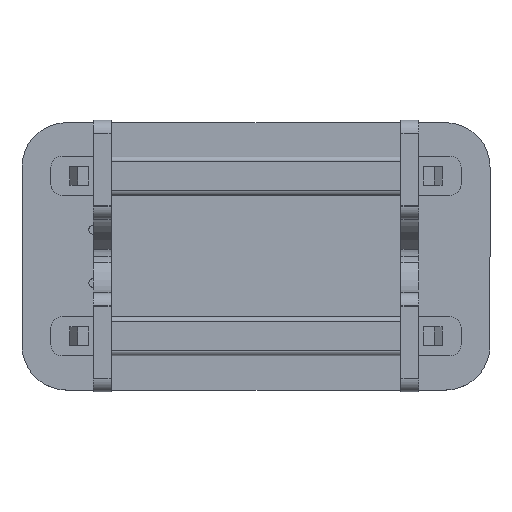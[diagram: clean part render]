
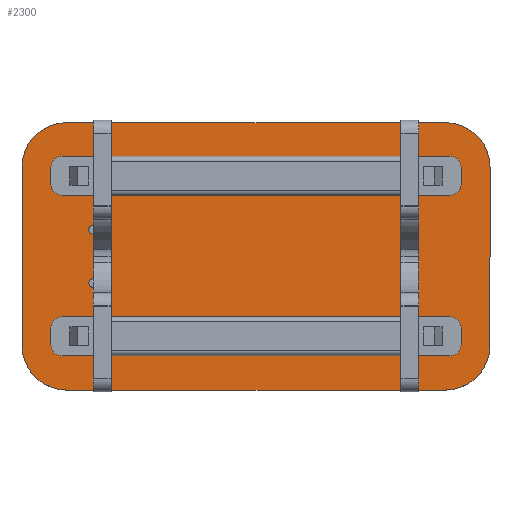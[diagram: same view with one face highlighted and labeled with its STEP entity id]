
A CAD part, top view. The second image highlights one B-rep face of the part: STEP entity #2300.
In plain terms, the highlighted planar face has unit normal (0, 0, 1).
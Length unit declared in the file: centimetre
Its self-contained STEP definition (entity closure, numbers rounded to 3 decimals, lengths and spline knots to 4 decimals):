
#195=FACE_BOUND('',#526,.T.);
#196=FACE_BOUND('',#527,.T.);
#197=FACE_BOUND('',#528,.T.);
#198=FACE_BOUND('',#529,.T.);
#199=FACE_BOUND('',#530,.T.);
#200=FACE_BOUND('',#531,.T.);
#201=FACE_BOUND('',#532,.T.);
#202=FACE_BOUND('',#533,.T.);
#262=PLANE('',#2519);
#383=FACE_OUTER_BOUND('',#525,.T.);
#525=EDGE_LOOP('',(#2093,#2094,#2095,#2096,#2097,#2098,#2099,#2100));
#526=EDGE_LOOP('',(#2101));
#527=EDGE_LOOP('',(#2102));
#528=EDGE_LOOP('',(#2103));
#529=EDGE_LOOP('',(#2104));
#530=EDGE_LOOP('',(#2105));
#531=EDGE_LOOP('',(#2106));
#532=EDGE_LOOP('',(#2107));
#533=EDGE_LOOP('',(#2108));
#731=LINE('',#4059,#929);
#735=LINE('',#4068,#933);
#738=LINE('',#4085,#936);
#739=LINE('',#4088,#937);
#929=VECTOR('',#3008,1.);
#933=VECTOR('',#3018,1.);
#936=VECTOR('',#3039,1.);
#937=VECTOR('',#3042,1.);
#992=CIRCLE('',#2510,4.);
#993=CIRCLE('',#2513,4.);
#995=CIRCLE('',#2518,0.4);
#996=CIRCLE('',#2520,4.);
#997=CIRCLE('',#2521,4.);
#998=CIRCLE('',#2522,0.4);
#999=CIRCLE('',#2523,0.4);
#1000=CIRCLE('',#2524,0.4);
#1001=CIRCLE('',#2525,0.4);
#1002=CIRCLE('',#2526,0.4);
#1003=CIRCLE('',#2527,0.4);
#1004=CIRCLE('',#2528,0.4);
#1194=VERTEX_POINT('',#4056);
#1195=VERTEX_POINT('',#4058);
#1196=VERTEX_POINT('',#4062);
#1197=VERTEX_POINT('',#4066);
#1198=VERTEX_POINT('',#4070);
#1200=VERTEX_POINT('',#4078);
#1201=VERTEX_POINT('',#4082);
#1202=VERTEX_POINT('',#4084);
#1203=VERTEX_POINT('',#4086);
#1204=VERTEX_POINT('',#4089);
#1205=VERTEX_POINT('',#4091);
#1206=VERTEX_POINT('',#4093);
#1207=VERTEX_POINT('',#4095);
#1208=VERTEX_POINT('',#4097);
#1209=VERTEX_POINT('',#4099);
#1210=VERTEX_POINT('',#4101);
#1493=EDGE_CURVE('',#1195,#1194,#731,.T.);
#1496=EDGE_CURVE('',#1196,#1194,#992,.T.);
#1498=EDGE_CURVE('',#1196,#1197,#735,.T.);
#1500=EDGE_CURVE('',#1198,#1197,#993,.T.);
#1502=EDGE_CURVE('',#1200,#1200,#995,.T.);
#1504=EDGE_CURVE('',#1195,#1201,#996,.T.);
#1505=EDGE_CURVE('',#1198,#1202,#738,.T.);
#1506=EDGE_CURVE('',#1203,#1202,#997,.T.);
#1507=EDGE_CURVE('',#1203,#1201,#739,.T.);
#1508=EDGE_CURVE('',#1204,#1204,#998,.T.);
#1509=EDGE_CURVE('',#1205,#1205,#999,.T.);
#1510=EDGE_CURVE('',#1206,#1206,#1000,.T.);
#1511=EDGE_CURVE('',#1207,#1207,#1001,.T.);
#1512=EDGE_CURVE('',#1208,#1208,#1002,.T.);
#1513=EDGE_CURVE('',#1209,#1209,#1003,.T.);
#1514=EDGE_CURVE('',#1210,#1210,#1004,.T.);
#2093=ORIENTED_EDGE('',*,*,#1504,.F.);
#2094=ORIENTED_EDGE('',*,*,#1493,.T.);
#2095=ORIENTED_EDGE('',*,*,#1496,.F.);
#2096=ORIENTED_EDGE('',*,*,#1498,.T.);
#2097=ORIENTED_EDGE('',*,*,#1500,.F.);
#2098=ORIENTED_EDGE('',*,*,#1505,.T.);
#2099=ORIENTED_EDGE('',*,*,#1506,.F.);
#2100=ORIENTED_EDGE('',*,*,#1507,.T.);
#2101=ORIENTED_EDGE('',*,*,#1508,.F.);
#2102=ORIENTED_EDGE('',*,*,#1509,.F.);
#2103=ORIENTED_EDGE('',*,*,#1510,.F.);
#2104=ORIENTED_EDGE('',*,*,#1511,.T.);
#2105=ORIENTED_EDGE('',*,*,#1512,.F.);
#2106=ORIENTED_EDGE('',*,*,#1513,.F.);
#2107=ORIENTED_EDGE('',*,*,#1514,.F.);
#2108=ORIENTED_EDGE('',*,*,#1502,.F.);
#2300=ADVANCED_FACE('',(#383,#195,#196,#197,#198,#199,#200,#201,#202),#262,
 .T.);
#2510=AXIS2_PLACEMENT_3D('',#4064,#3013,#3014);
#2513=AXIS2_PLACEMENT_3D('',#4072,#3022,#3023);
#2518=AXIS2_PLACEMENT_3D('',#4079,#3032,#3033);
#2519=AXIS2_PLACEMENT_3D('',#4081,#3035,#3036);
#2520=AXIS2_PLACEMENT_3D('',#4083,#3037,#3038);
#2521=AXIS2_PLACEMENT_3D('',#4087,#3040,#3041);
#2522=AXIS2_PLACEMENT_3D('',#4090,#3043,#3044);
#2523=AXIS2_PLACEMENT_3D('',#4092,#3045,#3046);
#2524=AXIS2_PLACEMENT_3D('',#4094,#3047,#3048);
#2525=AXIS2_PLACEMENT_3D('',#4096,#3049,#3050);
#2526=AXIS2_PLACEMENT_3D('',#4098,#3051,#3052);
#2527=AXIS2_PLACEMENT_3D('',#4100,#3053,#3054);
#2528=AXIS2_PLACEMENT_3D('',#4102,#3055,#3056);
#3008=DIRECTION('',(1.,0.,0.));
#3013=DIRECTION('center_axis',(0.,0.,-1.));
#3014=DIRECTION('ref_axis',(0.707,-0.707,0.));
#3018=DIRECTION('',(0.,1.,0.));
#3022=DIRECTION('center_axis',(0.,0.,-1.));
#3023=DIRECTION('ref_axis',(0.707,0.707,0.));
#3032=DIRECTION('center_axis',(0.,0.,1.));
#3033=DIRECTION('ref_axis',(1.,0.,0.));
#3035=DIRECTION('center_axis',(0.,0.,1.));
#3036=DIRECTION('ref_axis',(1.,0.,0.));
#3037=DIRECTION('center_axis',(0.,0.,-1.));
#3038=DIRECTION('ref_axis',(-0.707,-0.707,0.));
#3039=DIRECTION('',(-1.,0.,0.));
#3040=DIRECTION('center_axis',(0.,0.,-1.));
#3041=DIRECTION('ref_axis',(-0.707,0.707,0.));
#3042=DIRECTION('',(0.,-1.,0.));
#3043=DIRECTION('center_axis',(0.,0.,1.));
#3044=DIRECTION('ref_axis',(1.,0.,0.));
#3045=DIRECTION('center_axis',(0.,0.,1.));
#3046=DIRECTION('ref_axis',(1.,0.,0.));
#3047=DIRECTION('center_axis',(0.,0.,1.));
#3048=DIRECTION('ref_axis',(1.,0.,0.));
#3049=DIRECTION('center_axis',(0.,0.,-1.));
#3050=DIRECTION('ref_axis',(1.,0.,0.));
#3051=DIRECTION('center_axis',(0.,0.,1.));
#3052=DIRECTION('ref_axis',(1.,0.,0.));
#3053=DIRECTION('center_axis',(0.,0.,1.));
#3054=DIRECTION('ref_axis',(1.,0.,0.));
#3055=DIRECTION('center_axis',(0.,0.,1.));
#3056=DIRECTION('ref_axis',(1.,0.,0.));
#4056=CARTESIAN_POINT('',(21.08,-19.112,1.8));
#4058=CARTESIAN_POINT('',(-12.92,-19.112,1.8));
#4059=CARTESIAN_POINT('',(25.08,-19.112,1.8));
#4062=CARTESIAN_POINT('',(25.08,-15.112,1.8));
#4064=CARTESIAN_POINT('Origin',(21.08,-15.112,1.8));
#4066=CARTESIAN_POINT('',(25.08,0.888,1.8));
#4068=CARTESIAN_POINT('',(25.08,4.888,1.8));
#4070=CARTESIAN_POINT('',(21.08,4.888,1.8));
#4072=CARTESIAN_POINT('Origin',(21.08,0.888,1.8));
#4078=CARTESIAN_POINT('',(17.48,-14.312,1.8));
#4079=CARTESIAN_POINT('Origin',(17.88,-14.312,1.8));
#4081=CARTESIAN_POINT('Origin',(4.08,-7.112,1.8));
#4082=CARTESIAN_POINT('',(-16.92,-15.112,1.8));
#4083=CARTESIAN_POINT('Origin',(-12.92,-15.112,1.8));
#4084=CARTESIAN_POINT('',(-12.92,4.888,1.8));
#4085=CARTESIAN_POINT('',(-16.92,4.888,1.8));
#4086=CARTESIAN_POINT('',(-16.92,0.888,1.8));
#4087=CARTESIAN_POINT('Origin',(-12.92,0.888,1.8));
#4088=CARTESIAN_POINT('',(-16.92,-19.112,1.8));
#4089=CARTESIAN_POINT('',(17.48,-9.512,1.8));
#4090=CARTESIAN_POINT('Origin',(17.88,-9.512,1.8));
#4091=CARTESIAN_POINT('',(17.48,0.088,1.8));
#4092=CARTESIAN_POINT('Origin',(17.88,0.088,1.8));
#4093=CARTESIAN_POINT('',(-10.92,-9.512,1.8));
#4094=CARTESIAN_POINT('Origin',(-10.52,-9.512,1.8));
#4095=CARTESIAN_POINT('',(-10.92,0.088,1.8));
#4096=CARTESIAN_POINT('Origin',(-10.52,0.088,1.8));
#4097=CARTESIAN_POINT('',(-10.92,-4.712,1.8));
#4098=CARTESIAN_POINT('Origin',(-10.52,-4.712,1.8));
#4099=CARTESIAN_POINT('',(-10.92,-14.312,1.8));
#4100=CARTESIAN_POINT('Origin',(-10.52,-14.312,1.8));
#4101=CARTESIAN_POINT('',(17.48,-4.712,1.8));
#4102=CARTESIAN_POINT('Origin',(17.88,-4.712,1.8));
